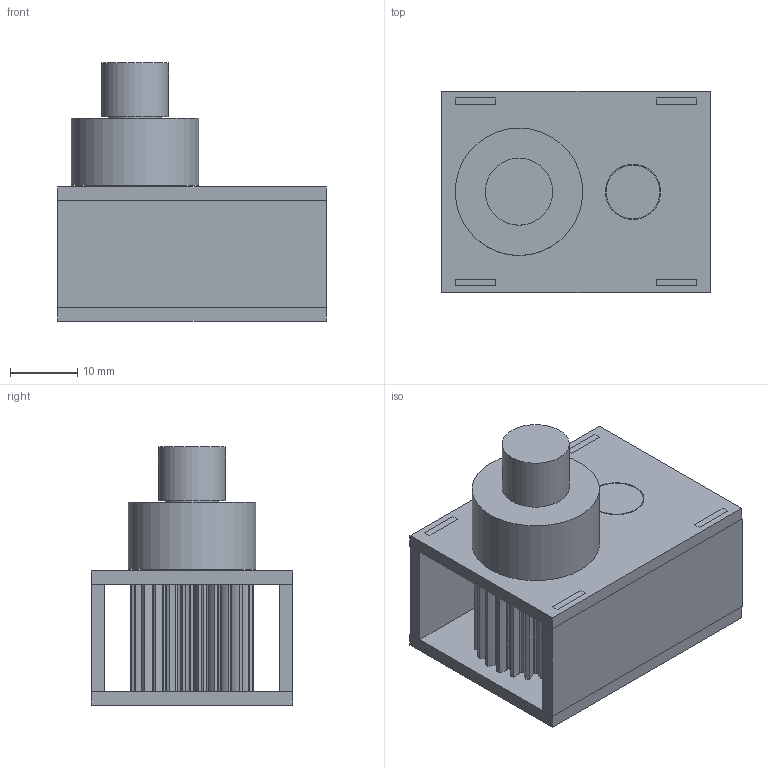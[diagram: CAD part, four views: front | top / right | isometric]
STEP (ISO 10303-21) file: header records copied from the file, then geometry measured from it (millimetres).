
FILE_DESCRIPTION(/* description */ (''),/* implementation_level */ '2;1');
FILE_NAME(/* name */ 'Dual Rotary Encoder Mk.2 v10.step',/* time_stamp */ '2023-05-02T18:58:16-06:00',/* author */ (''),/* organization */ (''),/* preprocessor_version */ 'ST-DEVELOPER v19.2',/* originating_system */ 'Autodesk Translation Framework v12.4.0.73',/* authorisation */ '');
FILE_SCHEMA (('AUTOMOTIVE_DESIGN { 1 0 10303 214 3 1 1 }'));
Products named in the file (8): Dual Rotary Encoder Mk.2; Panel Bottom; Panel Top; Axle Coarse; Spur Gear (24 teeth); Knob Fine; Knob Coarse; Wall
Assembly tree (7 placements, depth 2):
  Dual Rotary Encoder Mk.2
    Panel Bottom
    Panel Top
    Axle Coarse
    Spur Gear (24 teeth)
    Knob Fine
    Knob Coarse
    Wall
Bounding box: 40 x 30 x 38.5 mm (x, y, z)
Volume: 19879.6 mm3; surface area: 17751.2 mm2
Topology: 9 solids, 9 shells, 500 faces, 1434 edges, 956 vertices
Faces by surface type: cylinder 206, plane 198, bspline 96
Full cylindrical faces by diameter (mm): 6 x4, 8 x2, 8.25 x4, 10 x1, 14 x1, 14.25 x1, 19 x1
Entity records: 44267 total; most frequent: CARTESIAN_POINT 31417, ORIENTED_EDGE 2868, DIRECTION 2492, EDGE_CURVE 1434, VERTEX_POINT 956, AXIS2_PLACEMENT_3D 831, LINE 830, VECTOR 830
